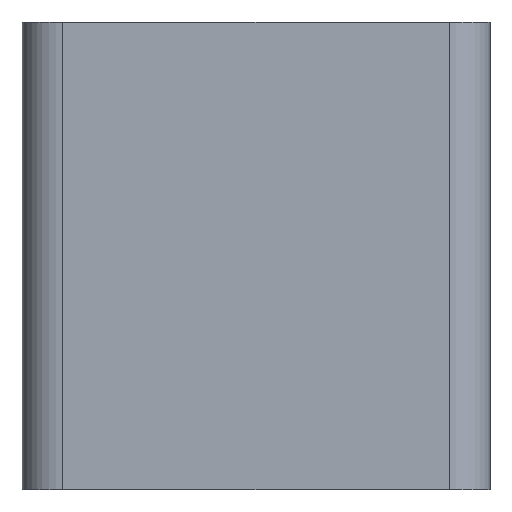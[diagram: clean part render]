
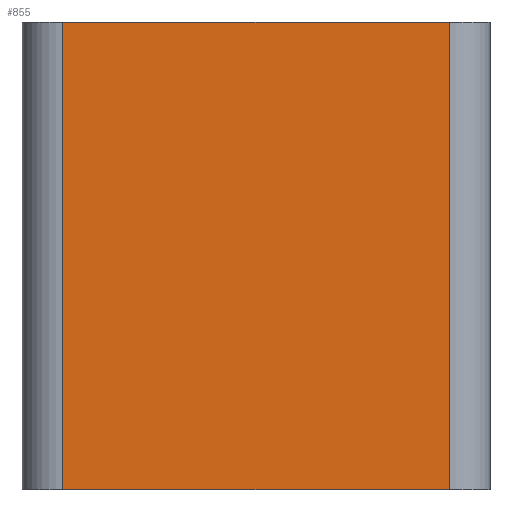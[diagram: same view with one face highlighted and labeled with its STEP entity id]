
A CAD part, left-side view. The second image highlights one B-rep face of the part: STEP entity #855.
In plain terms, the highlighted planar face has unit normal (-1, 0, 0).
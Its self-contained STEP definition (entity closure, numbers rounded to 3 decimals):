
#364=CARTESIAN_POINT('',(-60.0,16.5,40.0));
#365=VERTEX_POINT('',#364);
#373=CARTESIAN_POINT('',(-60.0,-16.5,40.0));
#374=VERTEX_POINT('',#373);
#375=CARTESIAN_POINT('',(-60.0,-16.5,40.0));
#376=DIRECTION('',(0.0,1.0,0.0));
#377=VECTOR('',#376,33.0);
#378=LINE('',#375,#377);
#379=EDGE_CURVE('',#374,#365,#378,.T.);
#813=CARTESIAN_POINT('',(-60.0,-16.5,0.0));
#814=VERTEX_POINT('',#813);
#815=CARTESIAN_POINT('',(-60.0,-16.5,0.0));
#816=DIRECTION('',(0.0,0.0,1.0));
#817=VECTOR('',#816,40.0);
#818=LINE('',#815,#817);
#819=EDGE_CURVE('',#814,#374,#818,.T.);
#832=CARTESIAN_POINT('',(-60.0,-16.5,0.0));
#833=DIRECTION('',(-1.0,0.0,0.0));
#834=DIRECTION('',(0.0,0.0,1.0));
#835=AXIS2_PLACEMENT_3D('',#832,#833,#834);
#836=PLANE('',#835);
#837=ORIENTED_EDGE('',*,*,#379,.T.);
#838=CARTESIAN_POINT('',(-60.0,16.5,0.0));
#839=VERTEX_POINT('',#838);
#840=CARTESIAN_POINT('',(-60.0,16.5,0.0));
#841=DIRECTION('',(0.0,0.0,1.0));
#842=VECTOR('',#841,40.0);
#843=LINE('',#840,#842);
#844=EDGE_CURVE('',#839,#365,#843,.T.);
#845=ORIENTED_EDGE('',*,*,#844,.F.);
#846=CARTESIAN_POINT('',(-60.0,-16.5,0.0));
#847=DIRECTION('',(0.0,1.0,0.0));
#848=VECTOR('',#847,33.0);
#849=LINE('',#846,#848);
#850=EDGE_CURVE('',#814,#839,#849,.T.);
#851=ORIENTED_EDGE('',*,*,#850,.F.);
#852=ORIENTED_EDGE('',*,*,#819,.T.);
#853=EDGE_LOOP('',(#837,#845,#851,#852));
#854=FACE_OUTER_BOUND('',#853,.T.);
#855=ADVANCED_FACE('',(#854),#836,.T.);
